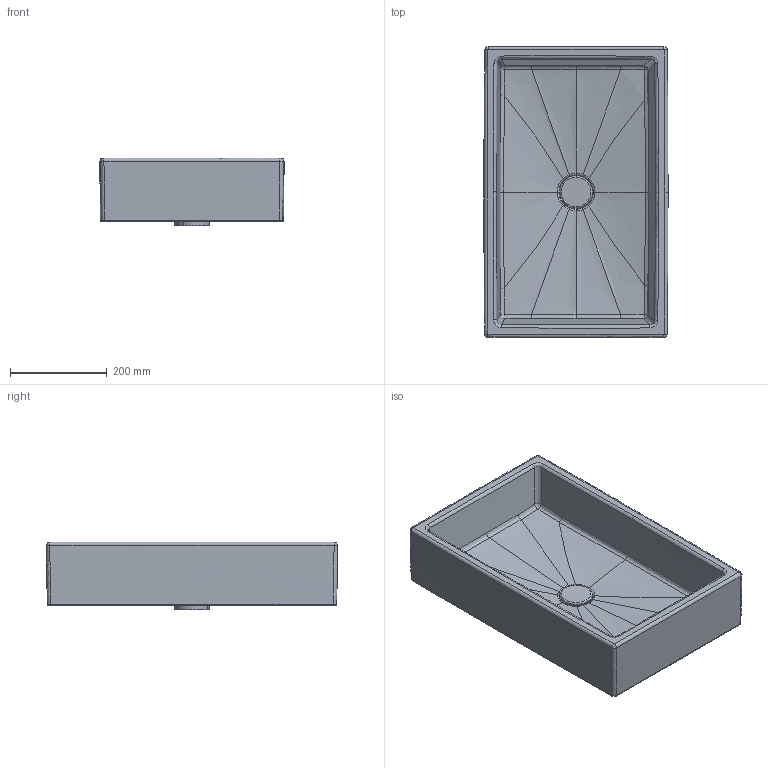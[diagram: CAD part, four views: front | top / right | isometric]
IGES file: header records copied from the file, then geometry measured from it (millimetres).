
Global section: file name: No Iges File Name specified; native system: Autodesk Inventor 2011; preprocessor: AutoDesk Inventor Iges Exporter R2011; author: Administrator; date: 20170704.214504; units: millimetre
Bounding box: 379.8 x 600.15 x 140 mm (x, y, z)
Volume: 9827806.2 mm3; surface area: 869428.2 mm2
Topology: 3 solids, 3 shells, 285 faces, 681 edges, 401 vertices
Faces by surface type: bspline 213, revolution 23, plane 21, cylinder 12, cone 10, torus 6
